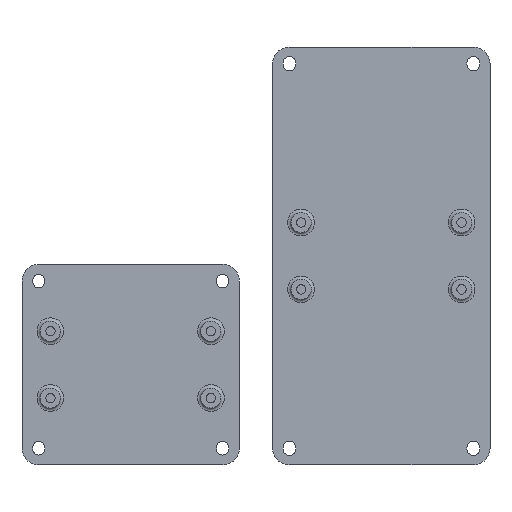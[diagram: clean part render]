
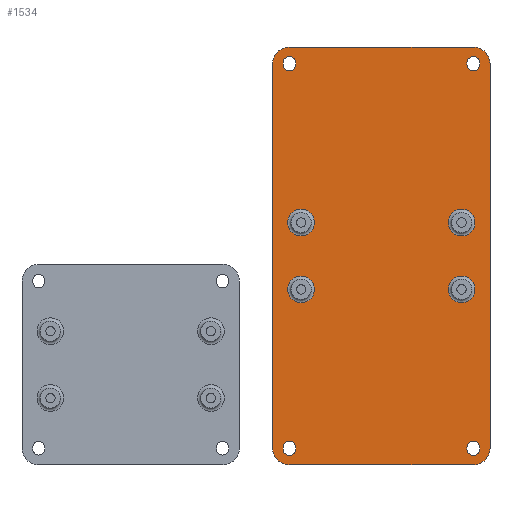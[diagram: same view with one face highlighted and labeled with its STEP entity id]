
A CAD part, top view. The second image highlights one B-rep face of the part: STEP entity #1534.
In plain terms, the highlighted planar face has unit normal (0, 0, 1).
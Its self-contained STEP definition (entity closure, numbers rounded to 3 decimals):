
#83=FACE_BOUND('',#523,.T.);
#84=FACE_BOUND('',#524,.T.);
#85=FACE_BOUND('',#525,.T.);
#86=FACE_BOUND('',#526,.T.);
#87=FACE_BOUND('',#527,.T.);
#88=FACE_BOUND('',#528,.T.);
#89=FACE_BOUND('',#529,.T.);
#90=FACE_BOUND('',#530,.T.);
#155=LINE('',#2561,#267);
#156=LINE('',#2565,#268);
#157=LINE('',#2569,#269);
#158=LINE('',#2572,#270);
#159=LINE('',#2581,#271);
#160=LINE('',#2584,#272);
#161=LINE('',#2589,#273);
#162=LINE('',#2592,#274);
#163=LINE('',#2597,#275);
#164=LINE('',#2600,#276);
#165=LINE('',#2605,#277);
#166=LINE('',#2608,#278);
#267=VECTOR('',#2077,10.);
#268=VECTOR('',#2080,10.);
#269=VECTOR('',#2083,10.);
#270=VECTOR('',#2086,10.);
#271=VECTOR('',#2093,10.);
#272=VECTOR('',#2096,10.);
#273=VECTOR('',#2099,10.);
#274=VECTOR('',#2102,10.);
#275=VECTOR('',#2105,10.);
#276=VECTOR('',#2108,10.);
#277=VECTOR('',#2111,10.);
#278=VECTOR('',#2114,10.);
#345=PLANE('',#1710);
#414=FACE_OUTER_BOUND('',#522,.T.);
#522=EDGE_LOOP('',(#1268,#1269,#1270,#1271,#1272,#1273,#1274,#1275));
#523=EDGE_LOOP('',(#1276));
#524=EDGE_LOOP('',(#1277));
#525=EDGE_LOOP('',(#1278,#1279,#1280,#1281));
#526=EDGE_LOOP('',(#1282,#1283,#1284,#1285));
#527=EDGE_LOOP('',(#1286,#1287,#1288,#1289));
#528=EDGE_LOOP('',(#1290,#1291,#1292,#1293));
#529=EDGE_LOOP('',(#1294));
#530=EDGE_LOOP('',(#1295));
#637=CIRCLE('',#1708,4.);
#639=CIRCLE('',#1711,5.);
#640=CIRCLE('',#1712,5.);
#641=CIRCLE('',#1713,5.);
#642=CIRCLE('',#1714,5.);
#643=CIRCLE('',#1715,4.);
#644=CIRCLE('',#1716,4.);
#645=CIRCLE('',#1717,1.9);
#646=CIRCLE('',#1718,1.9);
#647=CIRCLE('',#1719,1.9);
#648=CIRCLE('',#1720,1.9);
#649=CIRCLE('',#1721,1.9);
#650=CIRCLE('',#1722,1.9);
#651=CIRCLE('',#1723,1.9);
#652=CIRCLE('',#1724,1.9);
#653=CIRCLE('',#1725,4.);
#761=VERTEX_POINT('',#2552);
#762=VERTEX_POINT('',#2557);
#763=VERTEX_POINT('',#2558);
#764=VERTEX_POINT('',#2560);
#765=VERTEX_POINT('',#2562);
#766=VERTEX_POINT('',#2564);
#767=VERTEX_POINT('',#2566);
#768=VERTEX_POINT('',#2568);
#769=VERTEX_POINT('',#2570);
#770=VERTEX_POINT('',#2573);
#771=VERTEX_POINT('',#2575);
#772=VERTEX_POINT('',#2577);
#773=VERTEX_POINT('',#2578);
#774=VERTEX_POINT('',#2580);
#775=VERTEX_POINT('',#2582);
#776=VERTEX_POINT('',#2585);
#777=VERTEX_POINT('',#2586);
#778=VERTEX_POINT('',#2588);
#779=VERTEX_POINT('',#2590);
#780=VERTEX_POINT('',#2593);
#781=VERTEX_POINT('',#2594);
#782=VERTEX_POINT('',#2596);
#783=VERTEX_POINT('',#2598);
#784=VERTEX_POINT('',#2601);
#785=VERTEX_POINT('',#2602);
#786=VERTEX_POINT('',#2604);
#787=VERTEX_POINT('',#2606);
#788=VERTEX_POINT('',#2609);
#941=EDGE_CURVE('',#761,#761,#637,.T.);
#943=EDGE_CURVE('',#762,#763,#639,.T.);
#944=EDGE_CURVE('',#763,#764,#155,.T.);
#945=EDGE_CURVE('',#764,#765,#640,.T.);
#946=EDGE_CURVE('',#765,#766,#156,.T.);
#947=EDGE_CURVE('',#766,#767,#641,.T.);
#948=EDGE_CURVE('',#767,#768,#157,.T.);
#949=EDGE_CURVE('',#768,#769,#642,.T.);
#950=EDGE_CURVE('',#769,#762,#158,.T.);
#951=EDGE_CURVE('',#770,#770,#643,.T.);
#952=EDGE_CURVE('',#771,#771,#644,.T.);
#953=EDGE_CURVE('',#772,#773,#645,.T.);
#954=EDGE_CURVE('',#773,#774,#159,.T.);
#955=EDGE_CURVE('',#774,#775,#646,.T.);
#956=EDGE_CURVE('',#775,#772,#160,.T.);
#957=EDGE_CURVE('',#776,#777,#647,.T.);
#958=EDGE_CURVE('',#777,#778,#161,.T.);
#959=EDGE_CURVE('',#778,#779,#648,.T.);
#960=EDGE_CURVE('',#779,#776,#162,.T.);
#961=EDGE_CURVE('',#780,#781,#649,.T.);
#962=EDGE_CURVE('',#781,#782,#163,.T.);
#963=EDGE_CURVE('',#782,#783,#650,.T.);
#964=EDGE_CURVE('',#783,#780,#164,.T.);
#965=EDGE_CURVE('',#784,#785,#651,.T.);
#966=EDGE_CURVE('',#785,#786,#165,.T.);
#967=EDGE_CURVE('',#786,#787,#652,.T.);
#968=EDGE_CURVE('',#787,#784,#166,.T.);
#969=EDGE_CURVE('',#788,#788,#653,.T.);
#1268=ORIENTED_EDGE('',*,*,#943,.T.);
#1269=ORIENTED_EDGE('',*,*,#944,.T.);
#1270=ORIENTED_EDGE('',*,*,#945,.T.);
#1271=ORIENTED_EDGE('',*,*,#946,.T.);
#1272=ORIENTED_EDGE('',*,*,#947,.T.);
#1273=ORIENTED_EDGE('',*,*,#948,.T.);
#1274=ORIENTED_EDGE('',*,*,#949,.T.);
#1275=ORIENTED_EDGE('',*,*,#950,.T.);
#1276=ORIENTED_EDGE('',*,*,#951,.F.);
#1277=ORIENTED_EDGE('',*,*,#952,.F.);
#1278=ORIENTED_EDGE('',*,*,#953,.T.);
#1279=ORIENTED_EDGE('',*,*,#954,.T.);
#1280=ORIENTED_EDGE('',*,*,#955,.T.);
#1281=ORIENTED_EDGE('',*,*,#956,.T.);
#1282=ORIENTED_EDGE('',*,*,#957,.T.);
#1283=ORIENTED_EDGE('',*,*,#958,.T.);
#1284=ORIENTED_EDGE('',*,*,#959,.T.);
#1285=ORIENTED_EDGE('',*,*,#960,.T.);
#1286=ORIENTED_EDGE('',*,*,#961,.T.);
#1287=ORIENTED_EDGE('',*,*,#962,.T.);
#1288=ORIENTED_EDGE('',*,*,#963,.T.);
#1289=ORIENTED_EDGE('',*,*,#964,.T.);
#1290=ORIENTED_EDGE('',*,*,#965,.T.);
#1291=ORIENTED_EDGE('',*,*,#966,.T.);
#1292=ORIENTED_EDGE('',*,*,#967,.T.);
#1293=ORIENTED_EDGE('',*,*,#968,.T.);
#1294=ORIENTED_EDGE('',*,*,#969,.F.);
#1295=ORIENTED_EDGE('',*,*,#941,.F.);
#1534=ADVANCED_FACE('',(#414,#83,#84,#85,#86,#87,#88,#89,#90),#345,.T.);
#1708=AXIS2_PLACEMENT_3D('',#2554,#2069,#2070);
#1710=AXIS2_PLACEMENT_3D('',#2556,#2073,#2074);
#1711=AXIS2_PLACEMENT_3D('',#2559,#2075,#2076);
#1712=AXIS2_PLACEMENT_3D('',#2563,#2078,#2079);
#1713=AXIS2_PLACEMENT_3D('',#2567,#2081,#2082);
#1714=AXIS2_PLACEMENT_3D('',#2571,#2084,#2085);
#1715=AXIS2_PLACEMENT_3D('',#2574,#2087,#2088);
#1716=AXIS2_PLACEMENT_3D('',#2576,#2089,#2090);
#1717=AXIS2_PLACEMENT_3D('',#2579,#2091,#2092);
#1718=AXIS2_PLACEMENT_3D('',#2583,#2094,#2095);
#1719=AXIS2_PLACEMENT_3D('',#2587,#2097,#2098);
#1720=AXIS2_PLACEMENT_3D('',#2591,#2100,#2101);
#1721=AXIS2_PLACEMENT_3D('',#2595,#2103,#2104);
#1722=AXIS2_PLACEMENT_3D('',#2599,#2106,#2107);
#1723=AXIS2_PLACEMENT_3D('',#2603,#2109,#2110);
#1724=AXIS2_PLACEMENT_3D('',#2607,#2112,#2113);
#1725=AXIS2_PLACEMENT_3D('',#2610,#2115,#2116);
#2069=DIRECTION('center_axis',(0.,0.,1.));
#2070=DIRECTION('ref_axis',(1.,0.,0.));
#2073=DIRECTION('center_axis',(0.,0.,1.));
#2074=DIRECTION('ref_axis',(1.,0.,0.));
#2075=DIRECTION('center_axis',(0.,0.,1.));
#2076=DIRECTION('ref_axis',(-1.,0.,0.));
#2077=DIRECTION('',(1.,0.,0.));
#2078=DIRECTION('center_axis',(0.,0.,1.));
#2079=DIRECTION('ref_axis',(0.,-1.,0.));
#2080=DIRECTION('',(0.,1.,0.));
#2081=DIRECTION('center_axis',(0.,0.,1.));
#2082=DIRECTION('ref_axis',(1.,0.,0.));
#2083=DIRECTION('',(-1.,0.,0.));
#2084=DIRECTION('center_axis',(0.,0.,1.));
#2085=DIRECTION('ref_axis',(0.,1.,0.));
#2086=DIRECTION('',(0.,-1.,0.));
#2087=DIRECTION('center_axis',(0.,0.,1.));
#2088=DIRECTION('ref_axis',(1.,0.,0.));
#2089=DIRECTION('center_axis',(0.,0.,1.));
#2090=DIRECTION('ref_axis',(1.,0.,0.));
#2091=DIRECTION('center_axis',(0.,0.,-1.));
#2092=DIRECTION('ref_axis',(1.,0.,0.));
#2093=DIRECTION('',(0.,-1.,0.));
#2094=DIRECTION('center_axis',(0.,0.,-1.));
#2095=DIRECTION('ref_axis',(-1.,0.,0.));
#2096=DIRECTION('',(0.,1.,0.));
#2097=DIRECTION('center_axis',(0.,0.,-1.));
#2098=DIRECTION('ref_axis',(1.,0.,0.));
#2099=DIRECTION('',(0.,-1.,0.));
#2100=DIRECTION('center_axis',(0.,0.,-1.));
#2101=DIRECTION('ref_axis',(-1.,0.,0.));
#2102=DIRECTION('',(0.,1.,0.));
#2103=DIRECTION('center_axis',(0.,0.,-1.));
#2104=DIRECTION('ref_axis',(-1.,0.,0.));
#2105=DIRECTION('',(0.,1.,0.));
#2106=DIRECTION('center_axis',(0.,0.,-1.));
#2107=DIRECTION('ref_axis',(1.,0.,0.));
#2108=DIRECTION('',(0.,-1.,0.));
#2109=DIRECTION('center_axis',(0.,0.,-1.));
#2110=DIRECTION('ref_axis',(-1.,0.,0.));
#2111=DIRECTION('',(0.,1.,0.));
#2112=DIRECTION('center_axis',(0.,0.,-1.));
#2113=DIRECTION('ref_axis',(1.,0.,0.));
#2114=DIRECTION('',(0.,-1.,0.));
#2115=DIRECTION('center_axis',(0.,0.,1.));
#2116=DIRECTION('ref_axis',(1.,0.,0.));
#2552=CARTESIAN_POINT('',(17.5,67.5,3.));
#2554=CARTESIAN_POINT('Origin',(13.5,67.5,3.));
#2556=CARTESIAN_POINT('Origin',(37.5,77.5,3.));
#2557=CARTESIAN_POINT('',(5.,20.,3.));
#2558=CARTESIAN_POINT('',(10.,15.,3.));
#2559=CARTESIAN_POINT('Origin',(10.,20.,3.));
#2560=CARTESIAN_POINT('',(65.,15.,3.));
#2561=CARTESIAN_POINT('',(65.,15.,3.));
#2562=CARTESIAN_POINT('',(70.,20.,3.));
#2563=CARTESIAN_POINT('Origin',(65.,20.,3.));
#2564=CARTESIAN_POINT('',(70.,135.,3.));
#2565=CARTESIAN_POINT('',(70.,135.,3.));
#2566=CARTESIAN_POINT('',(65.,140.,3.));
#2567=CARTESIAN_POINT('Origin',(65.,135.,3.));
#2568=CARTESIAN_POINT('',(10.,140.,3.));
#2569=CARTESIAN_POINT('',(10.,140.,3.));
#2570=CARTESIAN_POINT('',(5.,135.,3.));
#2571=CARTESIAN_POINT('Origin',(10.,135.,3.));
#2572=CARTESIAN_POINT('',(5.,20.,3.));
#2573=CARTESIAN_POINT('',(17.5,87.5,3.));
#2574=CARTESIAN_POINT('Origin',(13.5,87.5,3.));
#2575=CARTESIAN_POINT('',(65.5,67.5,3.));
#2576=CARTESIAN_POINT('Origin',(61.5,67.5,3.));
#2577=CARTESIAN_POINT('',(63.1,20.25,3.));
#2578=CARTESIAN_POINT('',(66.9,20.25,3.));
#2579=CARTESIAN_POINT('Origin',(65.,20.25,3.));
#2580=CARTESIAN_POINT('',(66.9,19.75,3.));
#2581=CARTESIAN_POINT('',(66.9,19.75,3.));
#2582=CARTESIAN_POINT('',(63.1,19.75,3.));
#2583=CARTESIAN_POINT('Origin',(65.,19.75,3.));
#2584=CARTESIAN_POINT('',(63.1,20.25,3.));
#2585=CARTESIAN_POINT('',(8.1,135.25,3.));
#2586=CARTESIAN_POINT('',(11.9,135.25,3.));
#2587=CARTESIAN_POINT('Origin',(10.,135.25,3.));
#2588=CARTESIAN_POINT('',(11.9,134.75,3.));
#2589=CARTESIAN_POINT('',(11.9,134.75,3.));
#2590=CARTESIAN_POINT('',(8.1,134.75,3.));
#2591=CARTESIAN_POINT('Origin',(10.,134.75,3.));
#2592=CARTESIAN_POINT('',(8.1,135.25,3.));
#2593=CARTESIAN_POINT('',(11.9,19.75,3.));
#2594=CARTESIAN_POINT('',(8.1,19.75,3.));
#2595=CARTESIAN_POINT('Origin',(10.,19.75,3.));
#2596=CARTESIAN_POINT('',(8.1,20.25,3.));
#2597=CARTESIAN_POINT('',(8.1,19.75,3.));
#2598=CARTESIAN_POINT('',(11.9,20.25,3.));
#2599=CARTESIAN_POINT('Origin',(10.,20.25,3.));
#2600=CARTESIAN_POINT('',(11.9,20.25,3.));
#2601=CARTESIAN_POINT('',(66.9,134.75,3.));
#2602=CARTESIAN_POINT('',(63.1,134.75,3.));
#2603=CARTESIAN_POINT('Origin',(65.,134.75,3.));
#2604=CARTESIAN_POINT('',(63.1,135.25,3.));
#2605=CARTESIAN_POINT('',(63.1,134.75,3.));
#2606=CARTESIAN_POINT('',(66.9,135.25,3.));
#2607=CARTESIAN_POINT('Origin',(65.,135.25,3.));
#2608=CARTESIAN_POINT('',(66.9,135.25,3.));
#2609=CARTESIAN_POINT('',(65.5,87.5,3.));
#2610=CARTESIAN_POINT('Origin',(61.5,87.5,3.));
